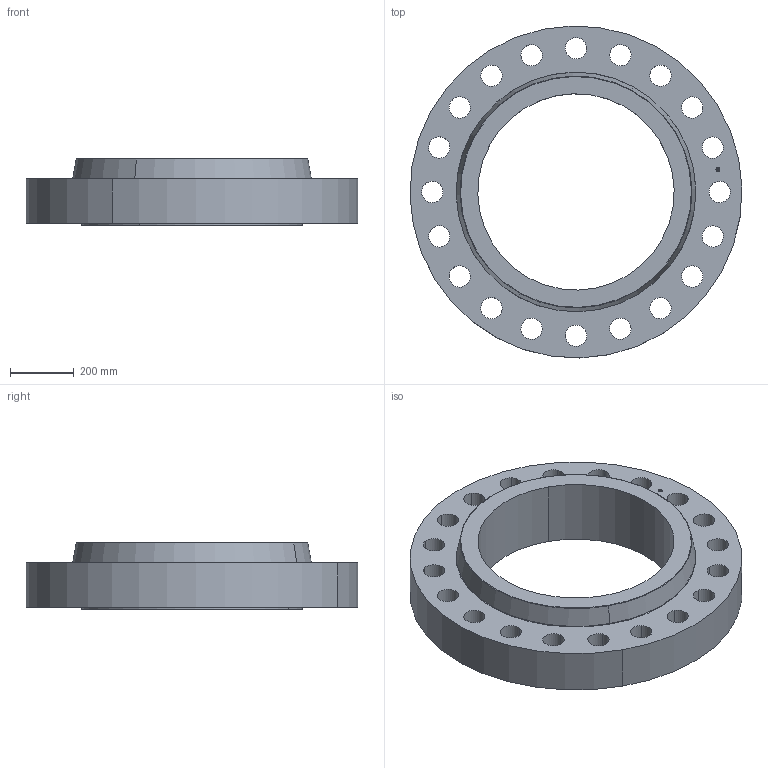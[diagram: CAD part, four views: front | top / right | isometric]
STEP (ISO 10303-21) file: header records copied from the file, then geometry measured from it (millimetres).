
FILE_DESCRIPTION(('3D STEP'),'2;1');
FILE_NAME('24-900-SLIP-ON-RF-FLANGE.stp','2013-03-04T05:17:33+00:00',('Texas Flange'),(''),'CATIA Version 5 Release 20 SP 6 (IN-10)','CATIA V5 STEP AP214','800-826-3801');
FILE_SCHEMA(('AUTOMOTIVE_DESIGN { 1 0 10303 214 1 1 1 1 }'));
Length unit declared in the file: inch
Products named in the file (1): 24-900-SLIP-ON-RF-FLANGE
Bounding box: 1041.11 x 1041.11 x 209.55 mm (x, y, z)
Volume: 76321532.2 mm3; surface area: 2551738.7 mm2
Topology: 1 solids, 1 shells, 441 faces, 1256 edges, 836 vertices
Faces by surface type: plane 369, cylinder 66, torus 4, cone 2
Entity records: 16479 total; most frequent: ORIENTED_EDGE 2512, CARTESIAN_POINT 2474, DIRECTION 2018, EDGE_CURVE 1256, VECTOR 1112, LINE 1112, VERTEX_POINT 836, AXIS2_PLACEMENT_3D 526
